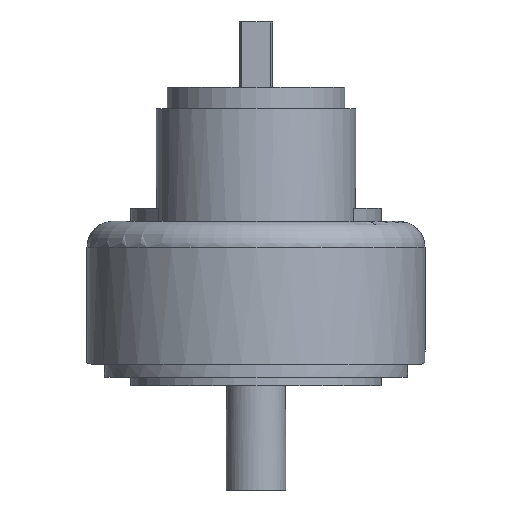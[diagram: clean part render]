
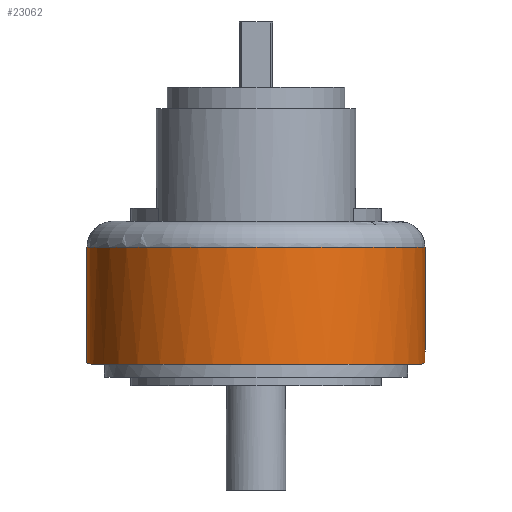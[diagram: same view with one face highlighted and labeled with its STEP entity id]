
A CAD part, left-side view. The second image highlights one B-rep face of the part: STEP entity #23062.
In plain terms, the highlighted cylindrical face has radius 39 mm (diameter 78 mm), a partial arc.
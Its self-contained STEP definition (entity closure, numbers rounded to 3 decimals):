
#133=B_SPLINE_CURVE_WITH_KNOTS('',3,(#34267,#34268,#34269,#34270,#34271,
#34272,#34273,#34274),.UNSPECIFIED.,.F.,.F.,(4,2,2,4),(1.528,
1.759,2.276,2.551),.UNSPECIFIED.);
#134=B_SPLINE_CURVE_WITH_KNOTS('',3,(#34282,#34283,#34284,#34285,#34286,
#34287,#34288,#34289),.UNSPECIFIED.,.F.,.F.,(4,2,2,4),(5.473,
5.747,6.265,6.496),.UNSPECIFIED.);
#343=CYLINDRICAL_SURFACE('',#24522,39.);
#894=LINE('',#34276,#3183);
#895=LINE('',#34280,#3184);
#3183=VECTOR('',#27240,10.);
#3184=VECTOR('',#27243,10.);
#5440=FACE_OUTER_BOUND('',#6706,.T.);
#6706=EDGE_LOOP('',(#15383,#15384,#15385,#15386,#15387,#15388));
#8194=CIRCLE('',#24523,39.);
#8195=CIRCLE('',#24524,39.);
#9299=VERTEX_POINT('',#34265);
#9300=VERTEX_POINT('',#34266);
#9301=VERTEX_POINT('',#34275);
#9302=VERTEX_POINT('',#34277);
#9303=VERTEX_POINT('',#34279);
#9304=VERTEX_POINT('',#34281);
#11694=EDGE_CURVE('',#9299,#9300,#133,.T.);
#11695=EDGE_CURVE('',#9299,#9301,#894,.T.);
#11696=EDGE_CURVE('',#9302,#9301,#8194,.T.);
#11697=EDGE_CURVE('',#9303,#9302,#895,.T.);
#11698=EDGE_CURVE('',#9304,#9303,#134,.T.);
#11699=EDGE_CURVE('',#9304,#9300,#8195,.T.);
#15383=ORIENTED_EDGE('',*,*,#11694,.F.);
#15384=ORIENTED_EDGE('',*,*,#11695,.T.);
#15385=ORIENTED_EDGE('',*,*,#11696,.F.);
#15386=ORIENTED_EDGE('',*,*,#11697,.F.);
#15387=ORIENTED_EDGE('',*,*,#11698,.F.);
#15388=ORIENTED_EDGE('',*,*,#11699,.T.);
#23062=ADVANCED_FACE('',(#5440),#343,.T.);
#24522=AXIS2_PLACEMENT_3D('',#34264,#27238,#27239);
#24523=AXIS2_PLACEMENT_3D('',#34278,#27241,#27242);
#24524=AXIS2_PLACEMENT_3D('',#34290,#27244,#27245);
#27238=DIRECTION('center_axis',(0.,0.,
1.));
#27239=DIRECTION('ref_axis',(0.,1.,0.));
#27240=DIRECTION('',(0.,0.,1.));
#27241=DIRECTION('center_axis',(0.,0.,
1.));
#27242=DIRECTION('ref_axis',(-1.,0.,0.));
#27243=DIRECTION('',(0.,0.,1.));
#27244=DIRECTION('center_axis',(0.,0.,
1.));
#27245=DIRECTION('ref_axis',(0.,1.,0.));
#34264=CARTESIAN_POINT('Origin',(-85.423,169.821,14.979));
#34265=CARTESIAN_POINT('',(-85.423,130.821,15.421));
#34266=CARTESIAN_POINT('',(-96.033,132.292,14.979));
#34267=CARTESIAN_POINT('Ctrl Pts',(-85.423,130.821,15.421));
#34268=CARTESIAN_POINT('Ctrl Pts',(-86.217,130.821,15.397));
#34269=CARTESIAN_POINT('Ctrl Pts',(-87.02,130.845,15.364));
#34270=CARTESIAN_POINT('Ctrl Pts',(-89.632,131.006,15.238));
#34271=CARTESIAN_POINT('Ctrl Pts',(-91.453,131.247,15.12));
#34272=CARTESIAN_POINT('Ctrl Pts',(-94.182,131.805,15.006));
#34273=CARTESIAN_POINT('Ctrl Pts',(-95.116,132.033,14.979));
#34274=CARTESIAN_POINT('Ctrl Pts',(-96.033,132.292,14.979));
#34275=CARTESIAN_POINT('',(-85.423,130.821,41.979));
#34276=CARTESIAN_POINT('',(-85.423,130.821,14.979));
#34277=CARTESIAN_POINT('',(-85.423,208.821,41.979));
#34278=CARTESIAN_POINT('Origin',(-85.423,169.821,41.979));
#34279=CARTESIAN_POINT('',(-85.423,208.821,15.421));
#34280=CARTESIAN_POINT('',(-85.423,208.821,14.979));
#34281=CARTESIAN_POINT('',(-96.033,207.35,14.979));
#34282=CARTESIAN_POINT('Ctrl Pts',(-96.033,207.35,14.979));
#34283=CARTESIAN_POINT('Ctrl Pts',(-95.116,207.609,14.979));
#34284=CARTESIAN_POINT('Ctrl Pts',(-94.182,207.837,15.006));
#34285=CARTESIAN_POINT('Ctrl Pts',(-91.453,208.395,15.12));
#34286=CARTESIAN_POINT('Ctrl Pts',(-89.632,208.635,15.238));
#34287=CARTESIAN_POINT('Ctrl Pts',(-87.02,208.797,15.364));
#34288=CARTESIAN_POINT('Ctrl Pts',(-86.217,208.821,15.397));
#34289=CARTESIAN_POINT('Ctrl Pts',(-85.423,208.821,15.421));
#34290=CARTESIAN_POINT('Origin',(-85.423,169.821,14.979));
